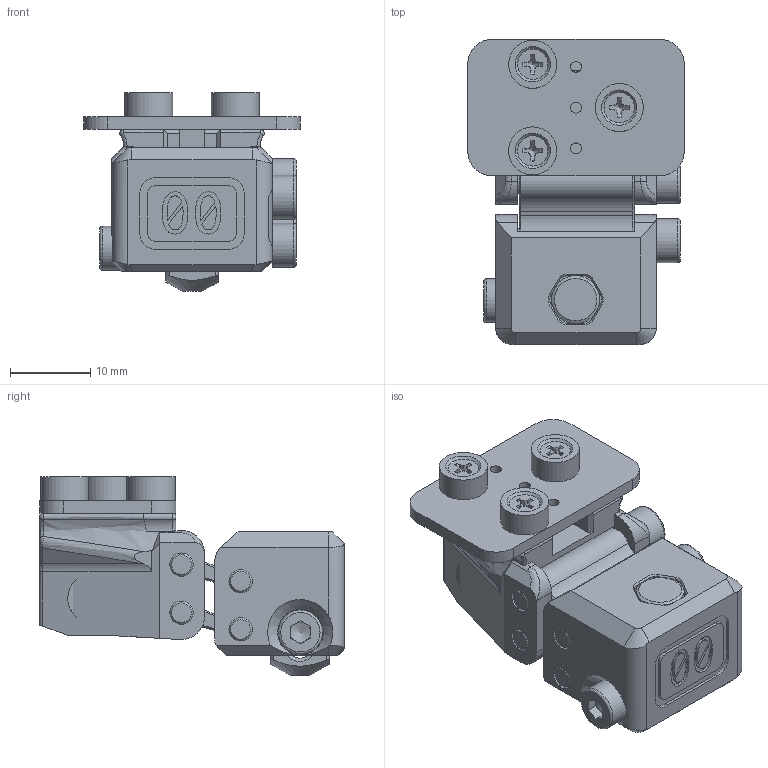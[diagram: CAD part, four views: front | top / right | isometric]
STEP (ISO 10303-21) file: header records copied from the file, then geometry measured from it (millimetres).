
FILE_DESCRIPTION(/* description */ ('STEP AP242','CAx-IF Rec.Pracs.---Representation and Presentation of Product Manufacturing Information (PMI)---4.0---2014-10-13','CAx-IF Rec.Pracs.---3D Tessellated Geometry---0.4---2014-09-14','2;1'),/* implementation_level */ '2;1');
FILE_NAME(/* name */ 'Klicky-00 SB Unklicky PCB',/* time_stamp */ '2025-01-01T09:24:49Z',/* author */ (''),/* organization */ (''),/* preprocessor_version */ 'ST-DEVELOPER v20',/* originating_system */ 'ONSHAPE BY PTC INC, 1.191',/* authorisation */ ' ');
FILE_SCHEMA (('AP242_MANAGED_MODEL_BASED_3D_ENGINEERING_MIM_LF { 1 0 10303 442 1 1 4 }'));
Length unit declared in the file: millimetre
Products named in the file (19): Klicky-00 SB Unklicky PCB; Klicky-00_SB_Swingarm_Upper; 6x3 Magnet; Klicky-00_SB_Swingarm_Lower; SB Unklicky Front <1>; Hex socket head cap screw M3x0.50 x 12; Klicky-00_Unklicky_Stylus; Klicky-00_SB_Unklicky_Front; Hex socket head cap screw M3x0.50 x 20; K-00 PCB Rear <1>; Klicky-00_PCB_Klicky_Rear; PCB-Klicky_Probe-side <1>; 94180A307_Tapered Heat-Set Inserts for Plastic; pcb; Magnets (1) <1>; 91420A003_Steel Phillips Flat Head Screws; Magnets
Assembly tree (29 placements, depth 5):
  Klicky-00 SB Unklicky PCB
    Klicky-00_SB_Swingarm_Upper
    6x3 Magnet
    Klicky-00_SB_Swingarm_Lower
    SB Unklicky Front <1>
      Hex socket head cap screw M3x0.50 x 12
      Klicky-00_Unklicky_Stylus
      Klicky-00_SB_Unklicky_Front
      6x3 Magnet  x2
      Hex socket head cap screw M3x0.50 x 20  x2
    K-00 PCB Rear <1>
      Klicky-00_PCB_Klicky_Rear
      Hex socket head cap screw M3x0.50 x 20  x2
      6x3 Magnet  x2
      PCB-Klicky_Probe-side <1>
        94180A307_Tapered Heat-Set Inserts for Plastic  x3
        pcb
        Magnets (1) <1>
          91420A003_Steel Phillips Flat Head Screws  x3
          Magnets
          Magnets
          Magnets
Bounding box: 27 x 38.02 x 24.81 mm (x, y, z)
Volume: 8801 mm3; surface area: 11154.2 mm2
Topology: 25 solids, 25 shells, 2830 faces, 5468 edges, 2702 vertices
Faces by surface type: bspline 1811, plane 651, cylinder 201, cone 143, torus 24
Full cylindrical faces by diameter (mm): 1.4 x3, 2 x36, 2.4 x6, 2.5 x1, 2.6 x1, 2.8 x2, 2.9 x8, 2.964 x3, 3 x8, 3.2 x4, 3.222 x3, 3.58 x3, 5.5 x5, 5.7 x1, 6 x8, 6.1 x1
Entity records: 41372 total; most frequent: CARTESIAN_POINT 16383, ORIENTED_EDGE 5352, DIRECTION 4477, EDGE_CURVE 2676, AXIS2_PLACEMENT_3D 1555, VERTEX_POINT 1477, FACE_BOUND 1451, EDGE_LOOP 1448
